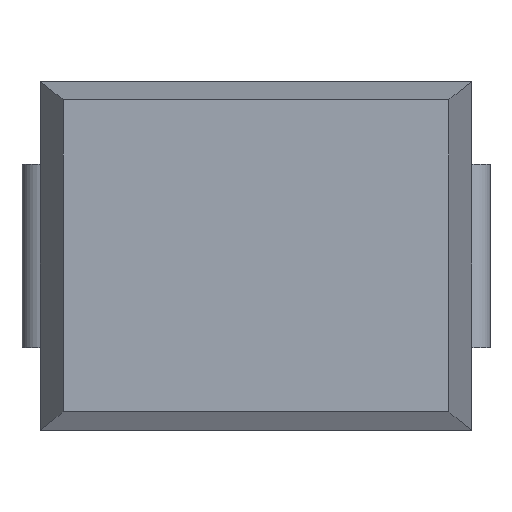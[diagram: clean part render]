
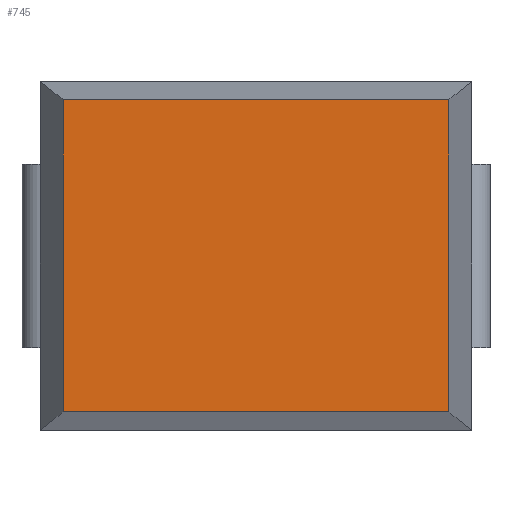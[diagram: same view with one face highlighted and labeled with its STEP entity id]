
A CAD part, top view. The second image highlights one B-rep face of the part: STEP entity #745.
In plain terms, the highlighted planar face has unit normal (0, 0, 1).
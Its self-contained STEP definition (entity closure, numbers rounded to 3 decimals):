
#454 = VERTEX_POINT('',#455);
#455 = CARTESIAN_POINT('',(2.1,1.7,2.2));
#461 = EDGE_CURVE('',#454,#462,#464,.T.);
#462 = VERTEX_POINT('',#463);
#463 = CARTESIAN_POINT('',(-2.1,1.7,2.2));
#464 = LINE('',#465,#466);
#465 = CARTESIAN_POINT('',(2.35,1.7,2.2));
#466 = VECTOR('',#467,1.);
#467 = DIRECTION('',(-1.,0.,0.));
#485 = VERTEX_POINT('',#486);
#486 = CARTESIAN_POINT('',(2.1,-1.7,2.2));
#492 = EDGE_CURVE('',#485,#493,#495,.T.);
#493 = VERTEX_POINT('',#494);
#494 = CARTESIAN_POINT('',(-2.1,-1.7,2.2));
#495 = LINE('',#496,#497);
#496 = CARTESIAN_POINT('',(2.35,-1.7,2.2));
#497 = VECTOR('',#498,1.);
#498 = DIRECTION('',(-1.,0.,0.));
#516 = EDGE_CURVE('',#454,#485,#517,.T.);
#517 = LINE('',#518,#519);
#518 = CARTESIAN_POINT('',(2.1,1.9,2.2));
#519 = VECTOR('',#520,1.);
#520 = DIRECTION('',(0.,-1.,0.));
#635 = EDGE_CURVE('',#462,#493,#636,.T.);
#636 = LINE('',#637,#638);
#637 = CARTESIAN_POINT('',(-2.1,1.9,2.2));
#638 = VECTOR('',#639,1.);
#639 = DIRECTION('',(0.,-1.,0.));
#745 = ADVANCED_FACE('',(#746),#752,.T.);
#746 = FACE_BOUND('',#747,.T.);
#747 = EDGE_LOOP('',(#748,#749,#750,#751));
#748 = ORIENTED_EDGE('',*,*,#461,.T.);
#749 = ORIENTED_EDGE('',*,*,#635,.T.);
#750 = ORIENTED_EDGE('',*,*,#492,.F.);
#751 = ORIENTED_EDGE('',*,*,#516,.F.);
#752 = PLANE('',#753);
#753 = AXIS2_PLACEMENT_3D('',#754,#755,#756);
#754 = CARTESIAN_POINT('',(-2.1,1.9,2.2));
#755 = DIRECTION('',(0.,0.,1.));
#756 = DIRECTION('',(1.,0.,0.));
